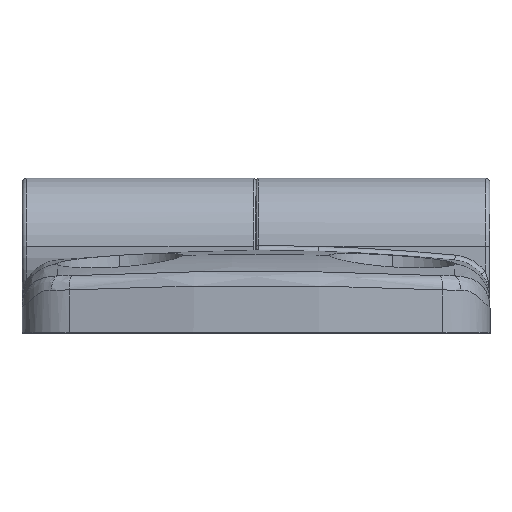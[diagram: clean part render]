
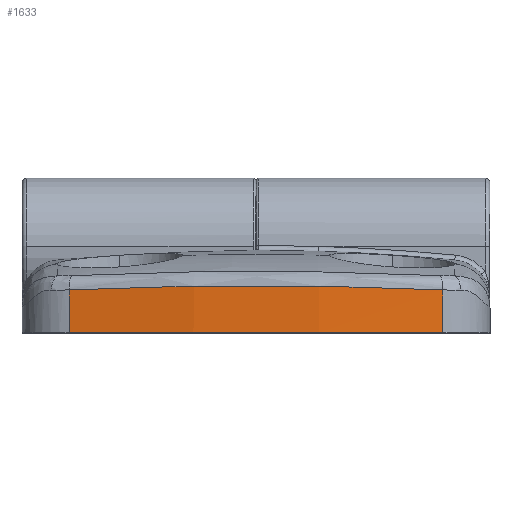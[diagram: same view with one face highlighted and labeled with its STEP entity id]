
A CAD part, top view. The second image highlights one B-rep face of the part: STEP entity #1633.
In plain terms, the highlighted cylindrical face has radius 100 mm (diameter 200 mm), a partial arc.
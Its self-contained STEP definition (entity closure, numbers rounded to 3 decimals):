
#22 = VERTEX_POINT ( 'NONE', #2490 ) ;
#79 = CARTESIAN_POINT ( 'NONE',  ( -19.149, -4.499, -27.649 ) ) ;
#110 = LINE ( 'NONE', #1152, #1310 ) ;
#195 = CARTESIAN_POINT ( 'NONE',  ( 15.968, -4.356, -28.23 ) ) ;
#225 = CARTESIAN_POINT ( 'NONE',  ( 11.155, -4.2, -28.889 ) ) ;
#384 = CARTESIAN_POINT ( 'NONE',  ( -12.802, -4.237, -28.729 ) ) ;
#454 = CARTESIAN_POINT ( 'NONE',  ( 0., -8.9, 70.5 ) ) ;
#455 = CARTESIAN_POINT ( 'NONE',  ( 12.764, -4.246, -28.695 ) ) ;
#475 = CARTESIAN_POINT ( 'NONE',  ( 17.562, -4.422, -27.959 ) ) ;
#486 = CARTESIAN_POINT ( 'NONE',  ( 19.149, -4.499, -27.649 ) ) ;
#762 = DIRECTION ( 'NONE',  ( 0., 0., 1. ) ) ;
#766 = CARTESIAN_POINT ( 'NONE',  ( -15.979, -4.345, -28.268 ) ) ;
#774 = DIRECTION ( 'NONE',  ( 0., 1., 0. ) ) ;
#794 = EDGE_LOOP ( 'NONE', ( #3711, #1111, #3467, #2239 ) ) ;
#934 = DIRECTION ( 'NONE',  ( 0., -1., 0. ) ) ;
#1067 = DIRECTION ( 'NONE',  ( 0., 1., 0. ) ) ;
#1111 = ORIENTED_EDGE ( 'NONE', *, *, #1843, .F. ) ;
#1147 = CARTESIAN_POINT ( 'NONE',  ( 19.149, -8.9, -27.649 ) ) ;
#1152 = CARTESIAN_POINT ( 'NONE',  ( -19.149, -10.536, -27.649 ) ) ;
#1310 = VECTOR ( 'NONE', #1067, 1000. ) ;
#1327 = LINE ( 'NONE', #1502, #3326 ) ;
#1502 = CARTESIAN_POINT ( 'NONE',  ( 19.149, -10.536, -27.649 ) ) ;
#1526 = VERTEX_POINT ( 'NONE', #1840 ) ;
#1585 = AXIS2_PLACEMENT_3D ( 'NONE', #454, #774, #762 ) ;
#1593 = CARTESIAN_POINT ( 'NONE',  ( 0., -8.9, 70.5 ) ) ;
#1618 = EDGE_CURVE ( 'NONE', #1526, #2922, #110, .T. ) ;
#1630 = CARTESIAN_POINT ( 'NONE',  ( -3.247, -4.06, -29.498 ) ) ;
#1633 = ADVANCED_FACE ( 'NONE', ( #2556 ), #2448, .T. ) ;
#1685 = CIRCLE ( 'NONE', #3426, 100. ) ;
#1840 = CARTESIAN_POINT ( 'NONE',  ( -19.149, -8.9, -27.649 ) ) ;
#1843 = EDGE_CURVE ( 'NONE', #1526, #2142, #1685, .T. ) ;
#1904 = CARTESIAN_POINT ( 'NONE',  ( -6.436, -4.095, -29.344 ) ) ;
#2142 = VERTEX_POINT ( 'NONE', #1147 ) ;
#2239 = ORIENTED_EDGE ( 'NONE', *, *, #2858, .T. ) ;
#2348 = DIRECTION ( 'NONE',  ( 0., 1., 0. ) ) ;
#2448 = CYLINDRICAL_SURFACE ( 'NONE', #1585, 100. ) ;
#2490 = CARTESIAN_POINT ( 'NONE',  ( 19.149, -4.499, -27.649 ) ) ;
#2556 = FACE_OUTER_BOUND ( 'NONE', #794, .T. ) ;
#2649 = EDGE_CURVE ( 'NONE', #2142, #22, #1327, .T. ) ;
#2858 = EDGE_CURVE ( 'NONE', #2922, #22, #3527, .T. ) ;
#2922 = VERTEX_POINT ( 'NONE', #3741 ) ;
#3171 = CARTESIAN_POINT ( 'NONE',  ( 3.143, -4.059, -29.502 ) ) ;
#3179 = CARTESIAN_POINT ( 'NONE',  ( 6.344, -4.093, -29.351 ) ) ;
#3326 = VECTOR ( 'NONE', #2348, 1000. ) ;
#3345 = DIRECTION ( 'NONE',  ( 0., 0., -1. ) ) ;
#3426 = AXIS2_PLACEMENT_3D ( 'NONE', #1593, #934, #3345 ) ;
#3467 = ORIENTED_EDGE ( 'NONE', *, *, #1618, .T. ) ;
#3527 = B_SPLINE_CURVE_WITH_KNOTS ( 'NONE', 3,
 ( #79, #766, #384, #1904, #1630, #3171, #3179, #225, #455, #195, #475, #486 ),
 .UNSPECIFIED., .F., .F.,
 ( 4, 2, 2, 2, 2, 4 ),
 ( 0.004, 0.014, 0.023, 0.033, 0.038, 0.043 ),
 .UNSPECIFIED. ) ;
#3711 = ORIENTED_EDGE ( 'NONE', *, *, #2649, .F. ) ;
#3741 = CARTESIAN_POINT ( 'NONE',  ( -19.149, -4.499, -27.649 ) ) ;
